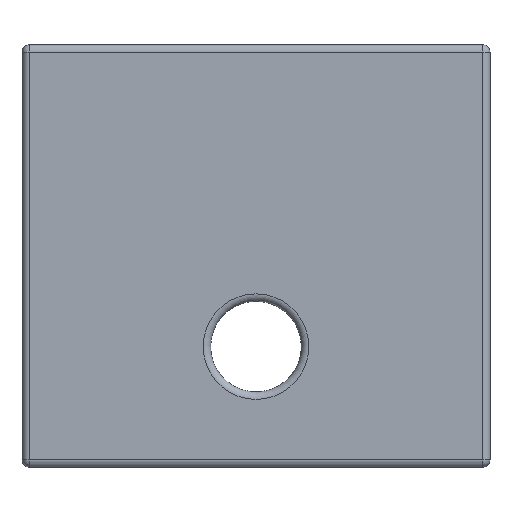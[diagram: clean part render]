
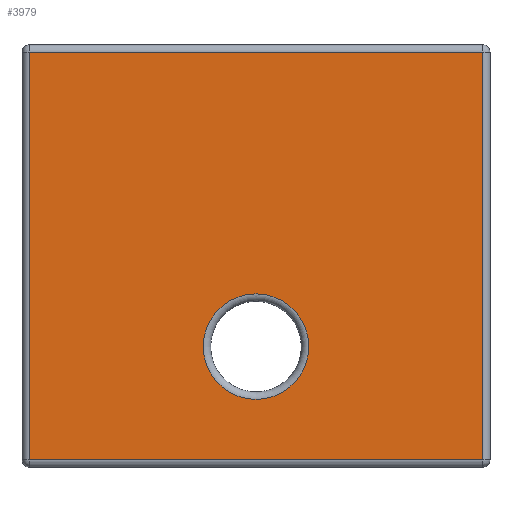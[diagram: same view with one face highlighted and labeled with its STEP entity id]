
A CAD part, front view. The second image highlights one B-rep face of the part: STEP entity #3979.
In plain terms, the highlighted planar face has unit normal (0, -1, 0).
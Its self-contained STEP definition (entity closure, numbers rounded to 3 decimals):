
#67=FACE_BOUND('',#1126,.T.);
#69=PLANE('',#4286);
#120=LINE('',#6442,#407);
#121=LINE('',#6444,#408);
#122=LINE('',#6446,#409);
#123=LINE('',#6447,#410);
#407=VECTOR('',#4918,10.);
#408=VECTOR('',#4919,10.);
#409=VECTOR('',#4920,10.);
#410=VECTOR('',#4921,10.);
#838=FACE_OUTER_BOUND('',#1125,.T.);
#1125=EDGE_LOOP('',(#2704,#2705,#2706,#2707));
#1126=EDGE_LOOP('',(#2708));
#1412=CIRCLE('',#4279,1.775);
#1740=VERTEX_POINT('',#6426);
#1745=VERTEX_POINT('',#6440);
#1746=VERTEX_POINT('',#6441);
#1747=VERTEX_POINT('',#6443);
#1748=VERTEX_POINT('',#6445);
#2074=EDGE_CURVE('',#1740,#1740,#1412,.T.);
#2081=EDGE_CURVE('',#1745,#1746,#120,.T.);
#2082=EDGE_CURVE('',#1747,#1745,#121,.T.);
#2083=EDGE_CURVE('',#1748,#1747,#122,.T.);
#2084=EDGE_CURVE('',#1746,#1748,#123,.T.);
#2704=ORIENTED_EDGE('',*,*,#2081,.F.);
#2705=ORIENTED_EDGE('',*,*,#2082,.F.);
#2706=ORIENTED_EDGE('',*,*,#2083,.F.);
#2707=ORIENTED_EDGE('',*,*,#2084,.F.);
#2708=ORIENTED_EDGE('',*,*,#2074,.F.);
#3979=ADVANCED_FACE('',(#838,#67),#69,.T.);
#4279=AXIS2_PLACEMENT_3D('',#6427,#4901,#4902);
#4286=AXIS2_PLACEMENT_3D('',#6439,#4916,#4917);
#4901=DIRECTION('center_axis',(0.,-1.,0.));
#4902=DIRECTION('ref_axis',(-1.,0.,0.));
#4916=DIRECTION('center_axis',(0.,-1.,0.));
#4917=DIRECTION('ref_axis',(1.,0.,0.));
#4918=DIRECTION('',(-1.,0.,0.));
#4919=DIRECTION('',(0.,0.,-1.));
#4920=DIRECTION('',(1.,0.,0.));
#4921=DIRECTION('',(0.,0.,1.));
#6426=CARTESIAN_POINT('',(0.,-4.7,2.285));
#6427=CARTESIAN_POINT('Origin',(0.,-4.7,4.06));
#6439=CARTESIAN_POINT('Origin',(-7.875,-4.7,0.));
#6440=CARTESIAN_POINT('',(7.625,-4.7,0.25));
#6441=CARTESIAN_POINT('',(-7.625,-4.7,0.25));
#6442=CARTESIAN_POINT('',(-3.938,-4.7,0.25));
#6443=CARTESIAN_POINT('',(7.625,-4.7,13.97));
#6444=CARTESIAN_POINT('',(7.625,-4.7,0.));
#6445=CARTESIAN_POINT('',(-7.625,-4.7,13.97));
#6446=CARTESIAN_POINT('',(-3.938,-4.7,13.97));
#6447=CARTESIAN_POINT('',(-7.625,-4.7,0.));
